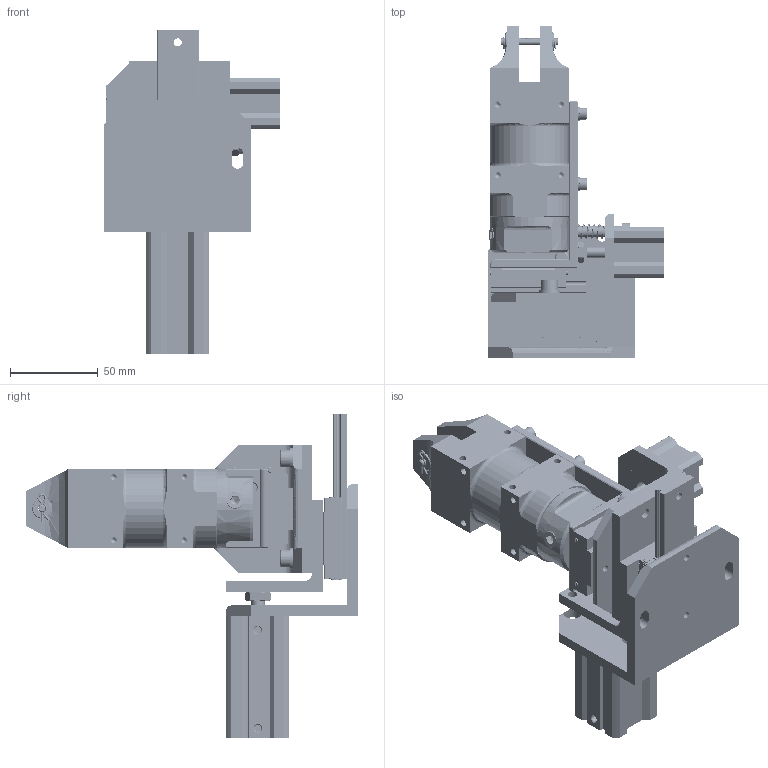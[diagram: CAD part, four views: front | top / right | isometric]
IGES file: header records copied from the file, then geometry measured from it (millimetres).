
Start section: SolidWorks IGES file using analytic representation for surfaces
Global section: file name: GT-NB20LW-10TMR-50DM-SM.IGS; native system: SolidWorks 2021; preprocessor: SolidWorks 2021; author: NP3-10; date: 210116.160605; units: millimetre
Bounding box: 100.25 x 189 x 184.5 mm (x, y, z)
Surface area: 203938.4 mm2 (no closed solid volume)
Topology: 0 solids, 0 shells, 1901 faces, 26976 edges, 26890 vertices
Faces by surface type: revolution 971, bspline 930
